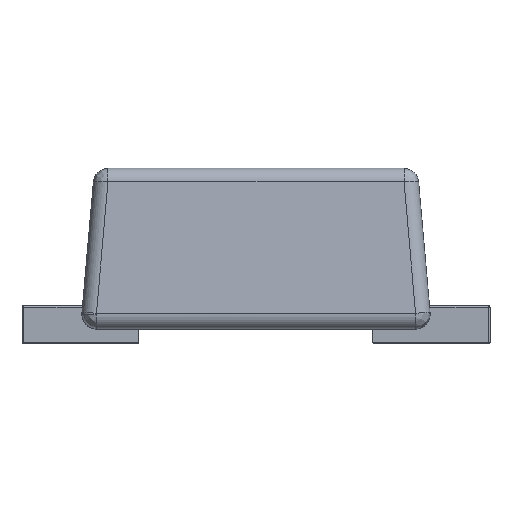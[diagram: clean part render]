
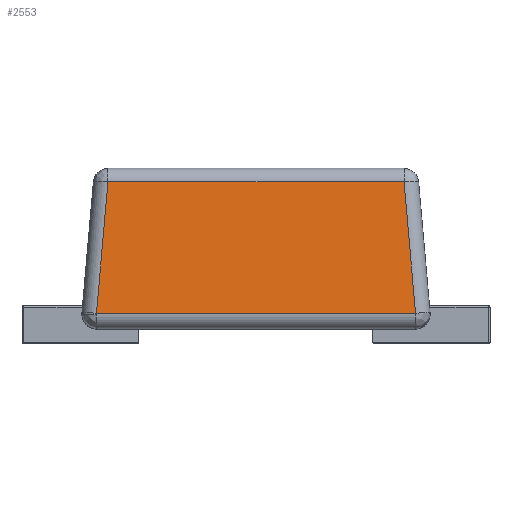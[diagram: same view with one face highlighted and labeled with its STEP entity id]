
A CAD part, left-side view. The second image highlights one B-rep face of the part: STEP entity #2553.
In plain terms, the highlighted planar face has unit normal (-0.996, 0, 0.087).
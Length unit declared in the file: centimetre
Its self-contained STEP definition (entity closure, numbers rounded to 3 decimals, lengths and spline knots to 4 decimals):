
#116 = VERTEX_POINT ( 'NONE', #5952 ) ;
#834 = VECTOR ( 'NONE', #5641, 100. ) ;
#909 = CARTESIAN_POINT ( 'NONE',  ( -0.0756, -0.0506, 0.0554 ) ) ;
#915 = DIRECTION ( 'NONE',  ( 0., 1., 0. ) ) ;
#921 = CARTESIAN_POINT ( 'NONE',  ( -0.08, 0., 0.005 ) ) ;
#969 = CARTESIAN_POINT ( 'NONE',  ( -0.0795, 0., 0.0104 ) ) ;
#1013 = EDGE_CURVE ( 'NONE', #5879, #1456, #2567, .T. ) ;
#1098 = EDGE_CURVE ( 'NONE', #116, #4075, #3769, .T. ) ;
#1248 = ORIENTED_EDGE ( 'NONE', *, *, #1664, .T. ) ;
#1456 = VERTEX_POINT ( 'NONE', #2368 ) ;
#1504 = DIRECTION ( 'NONE',  ( 0.087, 0., 0.996 ) ) ;
#1591 = EDGE_LOOP ( 'NONE', ( #5812, #2914, #3897, #1248 ) ) ;
#1664 = EDGE_CURVE ( 'NONE', #116, #5879, #6412, .T. ) ;
#1973 = DIRECTION ( 'NONE',  ( 0.087, 0.087, 0.992 ) ) ;
#2368 = CARTESIAN_POINT ( 'NONE',  ( -0.0756, 0.0506, 0.0554 ) ) ;
#2435 = EDGE_CURVE ( 'NONE', #1456, #4075, #6204, .T. ) ;
#2457 = DIRECTION ( 'NONE',  ( -0.087, 0.087, -0.992 ) ) ;
#2460 = CARTESIAN_POINT ( 'NONE',  ( -0.0795, 0.0545, 0.0104 ) ) ;
#2553 = ADVANCED_FACE ( 'NONE', ( #4210 ), #6138, .T. ) ;
#2567 = LINE ( 'NONE', #7295, #3967 ) ;
#2914 = ORIENTED_EDGE ( 'NONE', *, *, #2435, .T. ) ;
#3034 = CARTESIAN_POINT ( 'NONE',  ( -0.0756, 0.0506, 0.0554 ) ) ;
#3769 = LINE ( 'NONE', #969, #834 ) ;
#3897 = ORIENTED_EDGE ( 'NONE', *, *, #1098, .F. ) ;
#3967 = VECTOR ( 'NONE', #915, 100. ) ;
#4075 = VERTEX_POINT ( 'NONE', #2460 ) ;
#4210 = FACE_OUTER_BOUND ( 'NONE', #1591, .T. ) ;
#4680 = VECTOR ( 'NONE', #2457, 100. ) ;
#4968 = AXIS2_PLACEMENT_3D ( 'NONE', #921, #5014, #1504 ) ;
#5014 = DIRECTION ( 'NONE',  ( -0.996, 0., 0.087 ) ) ;
#5641 = DIRECTION ( 'NONE',  ( 0., 1., 0. ) ) ;
#5812 = ORIENTED_EDGE ( 'NONE', *, *, #1013, .T. ) ;
#5879 = VERTEX_POINT ( 'NONE', #909 ) ;
#5952 = CARTESIAN_POINT ( 'NONE',  ( -0.0795, -0.0545, 0.0104 ) ) ;
#6044 = CARTESIAN_POINT ( 'NONE',  ( -0.0795, -0.0545, 0.0104 ) ) ;
#6138 = PLANE ( 'NONE',  #4968 ) ;
#6204 = LINE ( 'NONE', #3034, #4680 ) ;
#6412 = LINE ( 'NONE', #6044, #7115 ) ;
#7115 = VECTOR ( 'NONE', #1973, 100. ) ;
#7295 = CARTESIAN_POINT ( 'NONE',  ( -0.0756, 0., 0.0554 ) ) ;
